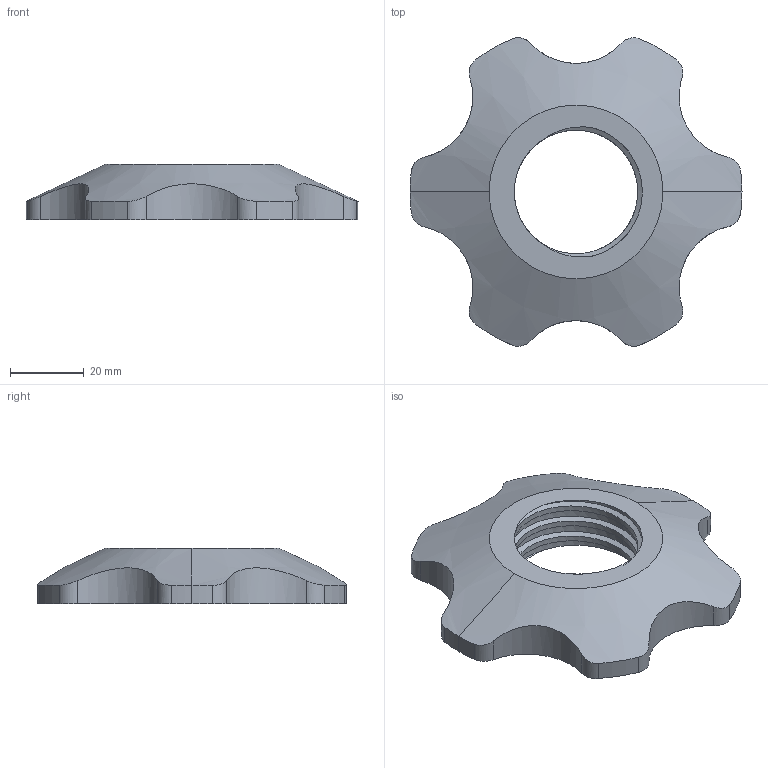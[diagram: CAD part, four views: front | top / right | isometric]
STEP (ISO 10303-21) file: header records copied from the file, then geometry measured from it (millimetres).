
FILE_DESCRIPTION (( 'STEP AP203' ), '1' );
FILE_NAME ('filament spool holder spindle-hub-2 (Default).STEP', '2021-11-19T20:49:32', ( '' ), ( '' ), 'SwSTEP 2.0', 'SolidWorks 2020', '' );
FILE_SCHEMA (( 'CONFIG_CONTROL_DESIGN' ));
Length unit declared in the file: millimetre
Products named in the file (1): filament spool holder spindle-hub-2 (Default)
Bounding box: 90 x 83.63 x 15 mm (x, y, z)
Volume: 47152.8 mm3; surface area: 12957.2 mm2
Topology: 1 solids, 1 shells, 44 faces, 125 edges, 83 vertices
Faces by surface type: cylinder 37, bspline 3, cone 2, plane 2
Entity records: 4806 total; most frequent: CARTESIAN_POINT 3631, ORIENTED_EDGE 250, DIRECTION 208, EDGE_CURVE 125, AXIS2_PLACEMENT_3D 85, VERTEX_POINT 83, EDGE_LOOP 46, B_SPLINE_CURVE_WITH_KNOTS 44
